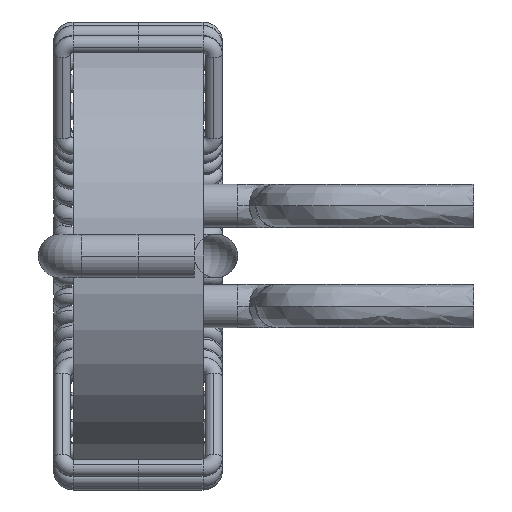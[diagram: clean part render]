
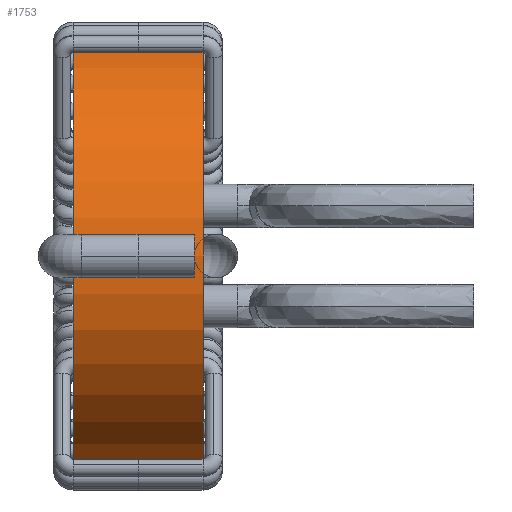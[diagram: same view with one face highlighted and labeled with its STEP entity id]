
A CAD part, left-side view. The second image highlights one B-rep face of the part: STEP entity #1753.
In plain terms, the highlighted cylindrical face has radius 10 mm (diameter 20 mm), a partial arc.
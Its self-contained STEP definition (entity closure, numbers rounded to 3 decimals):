
#91 = CARTESIAN_POINT ( 'NONE',  ( 0., 16.257, 10. ) ) ;
#109 = AXIS2_PLACEMENT_3D ( 'NONE', #2279, #2292, #192 ) ;
#192 = DIRECTION ( 'NONE',  ( 0., 0., 1. ) ) ;
#194 = ORIENTED_EDGE ( 'NONE', *, *, #1942, .T. ) ;
#224 = CARTESIAN_POINT ( 'NONE',  ( 0., -3., 0. ) ) ;
#232 = ORIENTED_EDGE ( 'NONE', *, *, #2391, .F. ) ;
#305 = DIRECTION ( 'NONE',  ( 0., 1., 0. ) ) ;
#359 = CARTESIAN_POINT ( 'NONE',  ( 0., 16.257, 0. ) ) ;
#380 = ORIENTED_EDGE ( 'NONE', *, *, #1534, .F. ) ;
#630 = VECTOR ( 'NONE', #305, 1000. ) ;
#700 = AXIS2_PLACEMENT_3D ( 'NONE', #359, #981, #2072 ) ;
#981 = DIRECTION ( 'NONE',  ( 0., 1., 0. ) ) ;
#1012 = VERTEX_POINT ( 'NONE', #1582 ) ;
#1143 = EDGE_CURVE ( 'NONE', #1012, #1533, #2554, .T. ) ;
#1164 = EDGE_LOOP ( 'NONE', ( #380, #1993, #194, #232 ) ) ;
#1269 = FACE_OUTER_BOUND ( 'NONE', #1164, .T. ) ;
#1388 = LINE ( 'NONE', #1575, #2190 ) ;
#1404 = DIRECTION ( 'NONE',  ( 0., 1., 0. ) ) ;
#1406 = AXIS2_PLACEMENT_3D ( 'NONE', #224, #1873, #2089 ) ;
#1428 = CARTESIAN_POINT ( 'NONE',  ( 0., 3., 10. ) ) ;
#1495 = CARTESIAN_POINT ( 'NONE',  ( 0., 3., -10. ) ) ;
#1533 = VERTEX_POINT ( 'NONE', #2403 ) ;
#1534 = EDGE_CURVE ( 'NONE', #1012, #1687, #1388, .T. ) ;
#1575 = CARTESIAN_POINT ( 'NONE',  ( 0., 16.257, -10. ) ) ;
#1582 = CARTESIAN_POINT ( 'NONE',  ( 0., -3., -10. ) ) ;
#1687 = VERTEX_POINT ( 'NONE', #1495 ) ;
#1753 = ADVANCED_FACE ( 'NONE', ( #1269 ), #2431, .T. ) ;
#1873 = DIRECTION ( 'NONE',  ( 0., 1., 0. ) ) ;
#1942 = EDGE_CURVE ( 'NONE', #1533, #2218, #2111, .T. ) ;
#1993 = ORIENTED_EDGE ( 'NONE', *, *, #1143, .T. ) ;
#2072 = DIRECTION ( 'NONE',  ( 0., 0., 1. ) ) ;
#2089 = DIRECTION ( 'NONE',  ( 0., 0., 1. ) ) ;
#2111 = LINE ( 'NONE', #91, #630 ) ;
#2184 = CIRCLE ( 'NONE', #109, 10. ) ;
#2190 = VECTOR ( 'NONE', #1404, 1000. ) ;
#2218 = VERTEX_POINT ( 'NONE', #1428 ) ;
#2279 = CARTESIAN_POINT ( 'NONE',  ( 0., 3., 0. ) ) ;
#2292 = DIRECTION ( 'NONE',  ( 0., 1., 0. ) ) ;
#2391 = EDGE_CURVE ( 'NONE', #1687, #2218, #2184, .T. ) ;
#2403 = CARTESIAN_POINT ( 'NONE',  ( 0., -3., 10. ) ) ;
#2431 = CYLINDRICAL_SURFACE ( 'NONE', #700, 10. ) ;
#2554 = CIRCLE ( 'NONE', #1406, 10. ) ;
